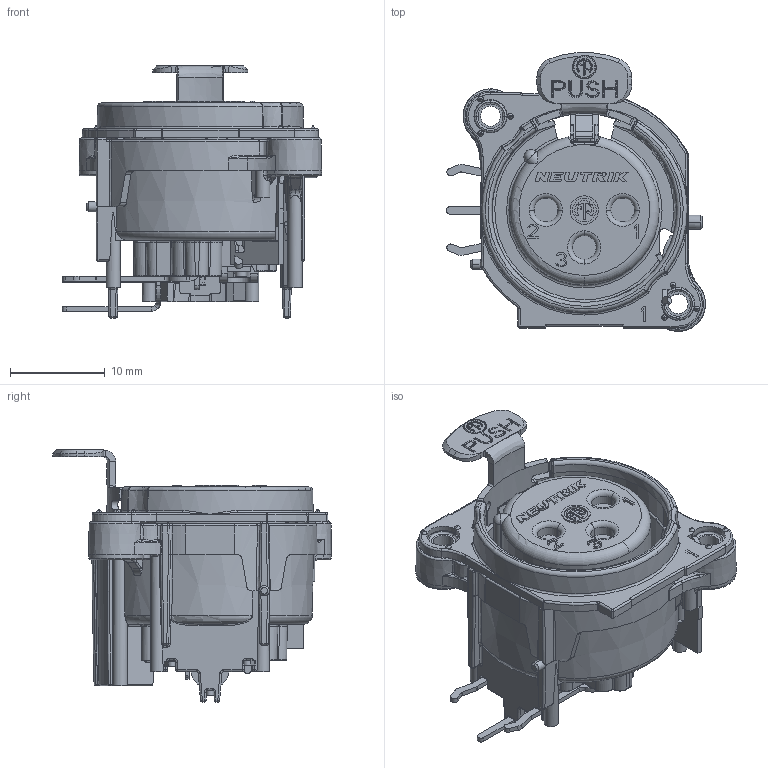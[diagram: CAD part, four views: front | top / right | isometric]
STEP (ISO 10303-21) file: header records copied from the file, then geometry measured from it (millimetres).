
FILE_DESCRIPTION((''),'2;1');
FILE_NAME('30010820','2023-07-27T07:54:43',('elias.feurle'),(''),'CREO PARAMETRIC BY PTC INC, 2021184','CREO PARAMETRIC BY PTC INC, 2021184','');
FILE_SCHEMA(('AUTOMOTIVE_DESIGN { 1 0 10303 214 1 1 1 1 }'));
Products named in the file (1): 30010820
Bounding box: 27.35 x 29.4 x 26.6 mm (x, y, z)
Volume: 5379.6 mm3; surface area: 5986.5 mm2
Topology: 1 solids, 6 shells, 2510 faces, 6487 edges, 3969 vertices
Faces by surface type: plane 1111, cylinder 616, bspline 370, torus 151, cone 138, sphere 122, extrusion 2
Entity records: 91036 total; most frequent: CARTESIAN_POINT 33030, ORIENTED_EDGE 12968, DIRECTION 10852, EDGE_CURVE 6484, VERTEX_POINT 3969, AXIS2_PLACEMENT_3D 3745, VECTOR 3362, LINE 3360
